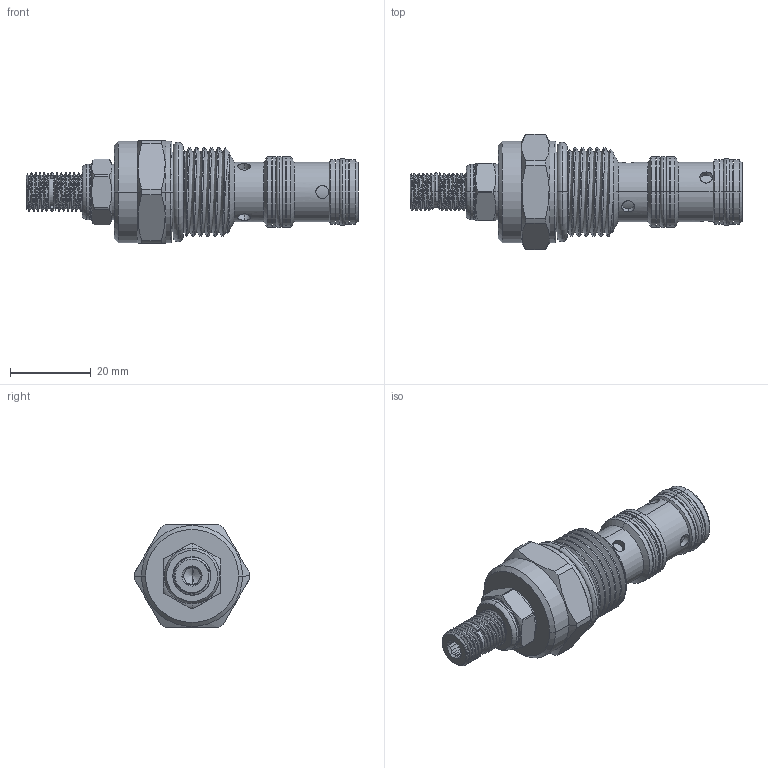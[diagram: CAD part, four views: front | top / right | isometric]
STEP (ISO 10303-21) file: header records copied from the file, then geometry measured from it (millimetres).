
FILE_DESCRIPTION (( 'STEP AP203' ), '1' );
FILE_NAME ('FR10W31-L.STEP', '2016-05-24T05:08:32', ( '' ), ( '' ), 'SwSTEP 2.0', 'SolidWorks 2012', '' );
FILE_SCHEMA (( 'CONFIG_CONTROL_DESIGN' ));
Length unit declared in the file: millimetre
Products named in the file (1): FR10W31-L
Bounding box: 82.09 x 28.57 x 25.4 mm (x, y, z)
Volume: 19828.6 mm3; surface area: 8702.5 mm2
Topology: 8 solids, 8 shells, 265 faces, 617 edges, 384 vertices
Faces by surface type: cylinder 126, plane 58, torus 38, cone 36, bspline 7
Entity records: 16112 total; most frequent: CARTESIAN_POINT 10194, DIRECTION 1232, ORIENTED_EDGE 1230, EDGE_CURVE 615, AXIS2_PLACEMENT_3D 518, VERTEX_POINT 384, EDGE_LOOP 293, ADVANCED_FACE 265
